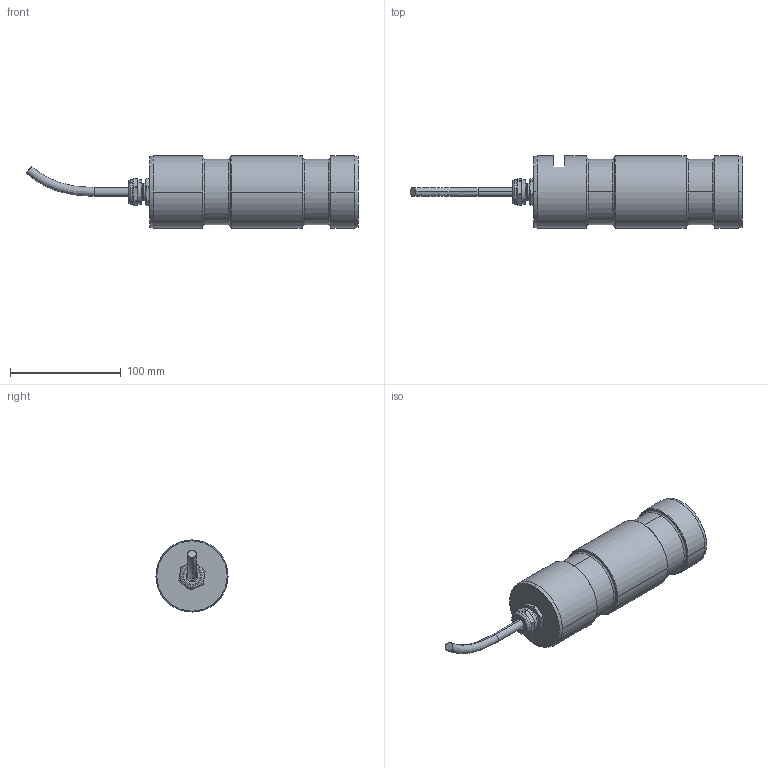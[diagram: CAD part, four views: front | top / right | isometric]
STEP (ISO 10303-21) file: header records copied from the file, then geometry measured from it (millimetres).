
FILE_DESCRIPTION (( 'STEP AP214' ), '1' );
FILE_NAME ('ALP-6 29AUG23.STEP', '2023-08-29T04:21:04', ( '' ), ( '' ), 'SwSTEP 2.0', 'SolidWorks 2014', '' );
FILE_SCHEMA (( 'AUTOMOTIVE_DESIGN' ));
Length unit declared in the file: millimetre
Products named in the file (4): ALP-6 29AUG23; CONN-A005411; MMACH-A006390; cable^ALP-6
Assembly tree (3 placements, depth 2):
  ALP-6 29AUG23
    MMACH-A006390
    CONN-A005411
    cable^ALP-6
Bounding box: 299.63 x 65 x 65 mm (x, y, z)
Volume: 602087 mm3; surface area: 53228.9 mm2
Topology: 4 solids, 4 shells, 160 faces, 343 edges, 200 vertices
Faces by surface type: cone 72, cylinder 38, plane 32, torus 16, bspline 2
Entity records: 4840 total; most frequent: CARTESIAN_POINT 1021, DIRECTION 823, ORIENTED_EDGE 686, AXIS2_PLACEMENT_3D 354, EDGE_CURVE 343, VERTEX_POINT 200, CIRCLE 190, EDGE_LOOP 173
